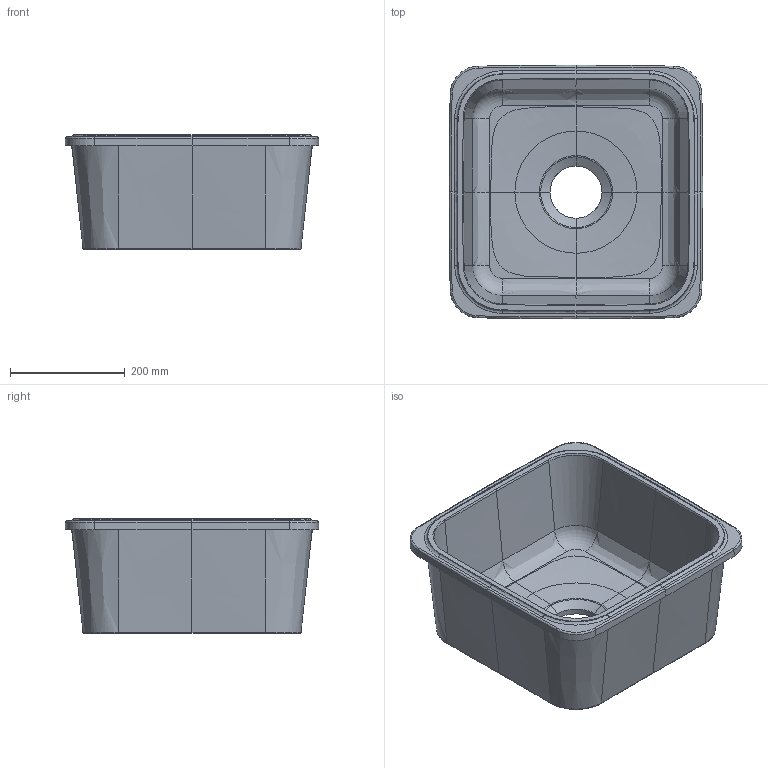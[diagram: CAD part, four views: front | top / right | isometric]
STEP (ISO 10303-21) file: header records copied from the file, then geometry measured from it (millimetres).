
FILE_DESCRIPTION(/* description */ (''),/* implementation_level */ '2;1');
FILE_NAME(/* name */ 'Spuele_6703_Cisterna_50.stp',/* time_stamp */ '2019-02-21T10:32:22+01:00',/* author */ (''),/* organization */ (''),/* preprocessor_version */ 'ST-DEVELOPER v16',/* originating_system */ 'SIEMENS PLM Software NX 10.0',/* authorisation */ '');
FILE_SCHEMA (('AUTOMOTIVE_DESIGN { 1 0 10303 214 3 1 1 1 }'));
Length unit declared in the file: millimetre
Products named in the file (1): Sier1A8802D29i2n
Bounding box: 442 x 442 x 200 mm (x, y, z)
Volume: 6622246.7 mm3; surface area: 860672.7 mm2
Topology: 1 solids, 1 shells, 202 faces, 457 edges, 256 vertices
Faces by surface type: bspline 152, plane 17, torus 16, cone 16, cylinder 1
Full cylindrical faces by diameter (mm): 90.714 x1
Entity records: 20887 total; most frequent: CARTESIAN_POINT 17500, ORIENTED_EDGE 912, EDGE_CURVE 456, DIRECTION 368, B_SPLINE_CURVE_WITH_KNOTS 280, VERTEX_POINT 256, EDGE_LOOP 204, ADVANCED_FACE 202
